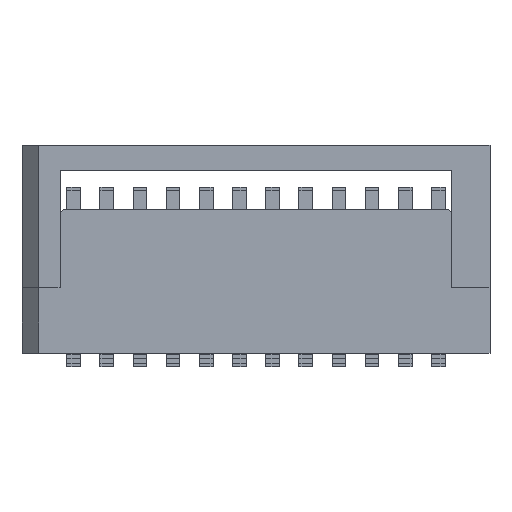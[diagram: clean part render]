
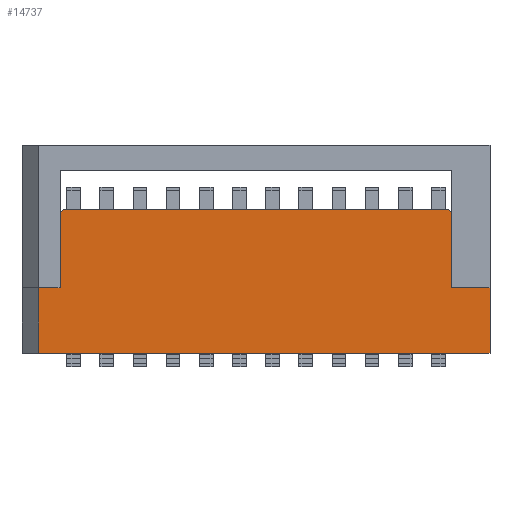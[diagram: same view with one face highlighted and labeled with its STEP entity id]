
A CAD part, left-side view. The second image highlights one B-rep face of the part: STEP entity #14737.
In plain terms, the highlighted face is planar.
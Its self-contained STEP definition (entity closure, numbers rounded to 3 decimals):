
#3959=ORIENTED_EDGE('',*,*,#6360,.T.);
#3960=ORIENTED_EDGE('',*,*,#6549,.T.);
#3961=ORIENTED_EDGE('',*,*,#6309,.F.);
#3962=ORIENTED_EDGE('',*,*,#6550,.F.);
#3963=ORIENTED_EDGE('',*,*,#6386,.F.);
#3964=ORIENTED_EDGE('',*,*,#6392,.F.);
#3965=ORIENTED_EDGE('',*,*,#6543,.F.);
#3966=ORIENTED_EDGE('',*,*,#6551,.F.);
#3967=ORIENTED_EDGE('',*,*,#6539,.T.);
#3968=ORIENTED_EDGE('',*,*,#6395,.T.);
#6309=EDGE_CURVE('',#7930,#7931,#9490,.T.);
#6360=EDGE_CURVE('',#7981,#7980,#9541,.T.);
#6386=EDGE_CURVE('',#8000,#8001,#9567,.T.);
#6392=EDGE_CURVE('',#8005,#8000,#9573,.T.);
#6395=EDGE_CURVE('',#8007,#7981,#9576,.T.);
#6539=EDGE_CURVE('',#8095,#8007,#9700,.T.);
#6543=EDGE_CURVE('',#8097,#8005,#9704,.T.);
#6549=EDGE_CURVE('',#7980,#7931,#9710,.T.);
#6550=EDGE_CURVE('',#8001,#7930,#9711,.T.);
#6551=EDGE_CURVE('',#8095,#8097,#9712,.T.);
#7930=VERTEX_POINT('',#25181);
#7931=VERTEX_POINT('',#25182);
#7980=VERTEX_POINT('',#25284);
#7981=VERTEX_POINT('',#25286);
#8000=VERTEX_POINT('',#25335);
#8001=VERTEX_POINT('',#25336);
#8005=VERTEX_POINT('',#25346);
#8007=VERTEX_POINT('',#25353);
#8095=VERTEX_POINT('',#25629);
#8097=VERTEX_POINT('',#25635);
#9490=LINE('',#25180,#11161);
#9541=LINE('',#25285,#11212);
#9567=LINE('',#25334,#11238);
#9573=LINE('',#25347,#11244);
#9576=LINE('',#25352,#11247);
#9700=LINE('',#25628,#11371);
#9704=LINE('',#25636,#11375);
#9710=LINE('',#25655,#11381);
#9711=LINE('',#25656,#11382);
#9712=LINE('',#25657,#11383);
#11161=VECTOR('',#19920,1000.);
#11212=VECTOR('',#19977,1000.);
#11238=VECTOR('',#20011,1000.);
#11244=VECTOR('',#20019,1000.);
#11247=VECTOR('',#20024,1000.);
#11371=VECTOR('',#20276,1000.);
#11375=VECTOR('',#20282,1000.);
#11381=VECTOR('',#20312,1000.);
#11382=VECTOR('',#20313,1000.);
#11383=VECTOR('',#20314,1000.);
#12363=EDGE_LOOP('',(#3959,#3960,#3961,#3962,#3963,#3964,#3965,#3966,#3967,
#3968));
#13242=FACE_BOUND('',#12363,.T.);
#13971=PLANE('',#16965);
#14737=ADVANCED_FACE('',(#13242),#13971,.F.);
#16965=AXIS2_PLACEMENT_3D('',#25654,#20310,#20311);
#19920=DIRECTION('',(1.,0.,0.));
#19977=DIRECTION('',(1.,0.,0.));
#20011=DIRECTION('',(-1.,0.,0.));
#20019=DIRECTION('',(0.,0.,-1.));
#20024=DIRECTION('',(0.,0.,-1.));
#20276=DIRECTION('',(0.707,0.,-0.707));
#20282=DIRECTION('',(-0.707,0.,-0.707));
#20310=DIRECTION('',(0.,-1.,0.));
#20311=DIRECTION('',(0.,0.,-1.));
#20312=DIRECTION('',(0.,0.,-1.));
#20313=DIRECTION('',(0.,0.,-1.));
#20314=DIRECTION('',(-1.,0.,0.));
#25180=CARTESIAN_POINT('',(-6.985,6.75,0.));
#25181=CARTESIAN_POINT('',(-6.985,6.75,0.));
#25182=CARTESIAN_POINT('',(6.485,6.75,0.));
#25284=CARTESIAN_POINT('',(6.485,6.75,1.95));
#25285=CARTESIAN_POINT('',(5.85,6.75,1.95));
#25286=CARTESIAN_POINT('',(5.85,6.75,1.95));
#25334=CARTESIAN_POINT('',(-5.85,6.75,1.95));
#25335=CARTESIAN_POINT('',(-5.85,6.75,1.95));
#25336=CARTESIAN_POINT('',(-6.985,6.75,1.95));
#25346=CARTESIAN_POINT('',(-5.85,6.75,4.2));
#25347=CARTESIAN_POINT('',(-5.85,6.75,4.3));
#25352=CARTESIAN_POINT('',(5.85,6.75,4.3));
#25353=CARTESIAN_POINT('',(5.85,6.75,4.2));
#25628=CARTESIAN_POINT('',(5.75,6.75,4.3));
#25629=CARTESIAN_POINT('',(5.75,6.75,4.3));
#25635=CARTESIAN_POINT('',(-5.75,6.75,4.3));
#25636=CARTESIAN_POINT('',(-5.85,6.75,4.2));
#25654=CARTESIAN_POINT('',(0.,6.75,0.));
#25655=CARTESIAN_POINT('',(6.485,6.75,0.));
#25656=CARTESIAN_POINT('',(-6.985,6.75,4.3));
#25657=CARTESIAN_POINT('',(6.985,6.75,4.3));
